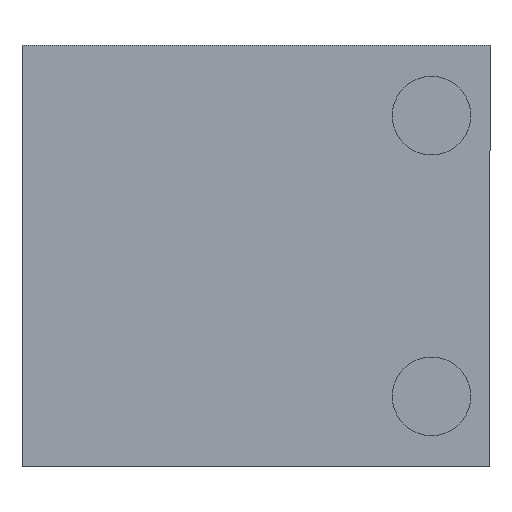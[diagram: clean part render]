
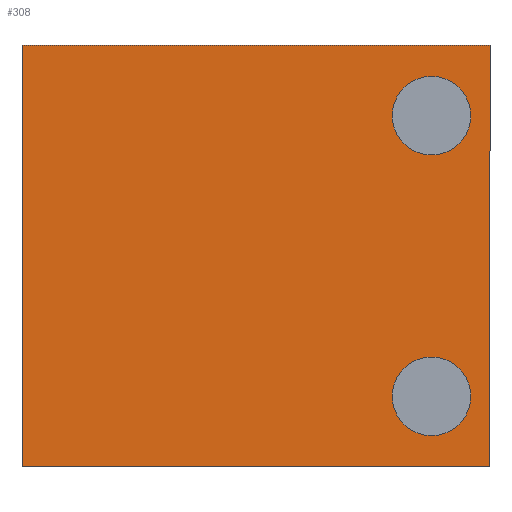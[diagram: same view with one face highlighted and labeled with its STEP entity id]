
A CAD part, front view. The second image highlights one B-rep face of the part: STEP entity #308.
In plain terms, the highlighted planar face has unit normal (0, -1, 0).
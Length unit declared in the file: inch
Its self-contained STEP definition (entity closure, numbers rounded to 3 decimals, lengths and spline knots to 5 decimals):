
#33=FACE_BOUND('',#89,.T.);
#34=FACE_BOUND('',#90,.T.);
#50=PLANE('',#356);
#68=FACE_OUTER_BOUND('',#88,.T.);
#88=EDGE_LOOP('',(#283,#284,#285,#286));
#89=EDGE_LOOP('',(#287));
#90=EDGE_LOOP('',(#288));
#105=LINE('',#494,#133);
#109=LINE('',#501,#137);
#114=LINE('',#515,#142);
#118=LINE('',#521,#146);
#133=VECTOR('',#407,0.3937);
#137=VECTOR('',#413,0.3937);
#142=VECTOR('',#430,0.3937);
#146=VECTOR('',#436,0.3937);
#153=CIRCLE('',#350,0.42);
#154=CIRCLE('',#352,0.42);
#173=VERTEX_POINT('',#491);
#174=VERTEX_POINT('',#493);
#176=VERTEX_POINT('',#500);
#177=VERTEX_POINT('',#506);
#178=VERTEX_POINT('',#510);
#179=VERTEX_POINT('',#514);
#201=EDGE_CURVE('',#173,#174,#105,.T.);
#205=EDGE_CURVE('',#176,#173,#109,.T.);
#209=EDGE_CURVE('',#177,#177,#153,.T.);
#211=EDGE_CURVE('',#178,#178,#154,.T.);
#212=EDGE_CURVE('',#174,#179,#114,.T.);
#216=EDGE_CURVE('',#179,#176,#118,.T.);
#283=ORIENTED_EDGE('',*,*,#216,.F.);
#284=ORIENTED_EDGE('',*,*,#212,.F.);
#285=ORIENTED_EDGE('',*,*,#201,.F.);
#286=ORIENTED_EDGE('',*,*,#205,.F.);
#287=ORIENTED_EDGE('',*,*,#211,.F.);
#288=ORIENTED_EDGE('',*,*,#209,.F.);
#308=ADVANCED_FACE('',(#68,#33,#34),#50,.F.);
#350=AXIS2_PLACEMENT_3D('',#508,#421,#422);
#352=AXIS2_PLACEMENT_3D('',#512,#426,#427);
#356=AXIS2_PLACEMENT_3D('',#523,#439,#440);
#407=DIRECTION('',(1.,0.,0.));
#413=DIRECTION('',(0.,0.,1.));
#421=DIRECTION('center_axis',(0.,-1.,0.));
#422=DIRECTION('ref_axis',(1.,0.,0.));
#426=DIRECTION('center_axis',(0.,-1.,0.));
#427=DIRECTION('ref_axis',(1.,0.,0.));
#430=DIRECTION('',(0.,0.,-1.));
#436=DIRECTION('',(-1.,0.,0.));
#439=DIRECTION('center_axis',(0.,1.,0.));
#440=DIRECTION('ref_axis',(0.,0.,1.));
#491=CARTESIAN_POINT('',(-5.,0.,0.));
#493=CARTESIAN_POINT('',(0.,0.,0.));
#494=CARTESIAN_POINT('',(-5.,0.,0.));
#500=CARTESIAN_POINT('',(-5.,0.,-4.5));
#501=CARTESIAN_POINT('',(-5.,0.,-4.5));
#506=CARTESIAN_POINT('',(-1.045,0.,-0.75));
#508=CARTESIAN_POINT('Origin',(-0.625,0.,-0.75));
#510=CARTESIAN_POINT('',(-1.045,0.,-3.75));
#512=CARTESIAN_POINT('Origin',(-0.625,0.,-3.75));
#514=CARTESIAN_POINT('',(0.,0.,-4.5));
#515=CARTESIAN_POINT('',(0.,0.,0.));
#521=CARTESIAN_POINT('',(0.,0.,-4.5));
#523=CARTESIAN_POINT('Origin',(-0.625,0.,-2.25));
